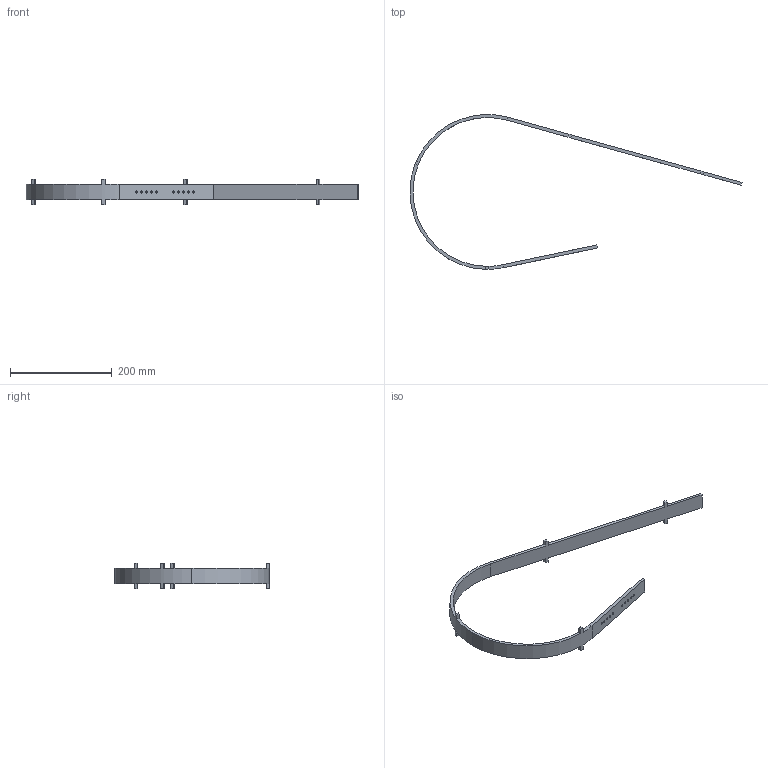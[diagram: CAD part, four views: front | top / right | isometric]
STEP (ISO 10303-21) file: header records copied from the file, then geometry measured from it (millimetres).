
FILE_DESCRIPTION (( 'STEP AP214' ), '1' );
FILE_NAME ('ChainGuard1.STEP', '2019-01-26T03:51:29', ( 'pattaya2u' ), ( 'Microsoft' ), 'SwSTEP 2.0', 'SolidWorks 2018', '' );
FILE_SCHEMA (( 'AUTOMOTIVE_DESIGN' ));
Length unit declared in the file: millimetre
Products named in the file (1): ChainGuard1
Bounding box: 653.14 x 304.46 x 50.8 mm (x, y, z)
Volume: 225212 mm3; surface area: 91638.4 mm2
Topology: 1 solids, 1 shells, 68 faces, 190 edges, 124 vertices
Faces by surface type: plane 44, cylinder 24
Entity records: 2268 total; most frequent: DIRECTION 392, CARTESIAN_POINT 383, ORIENTED_EDGE 380, EDGE_CURVE 190, AXIS2_PLACEMENT_3D 133, LINE 126, VECTOR 126, VERTEX_POINT 124
